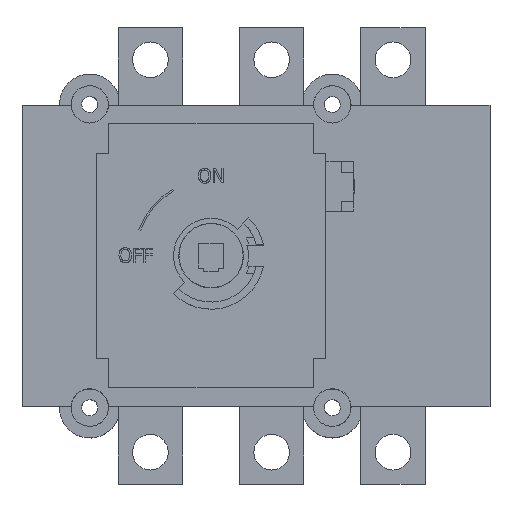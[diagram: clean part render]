
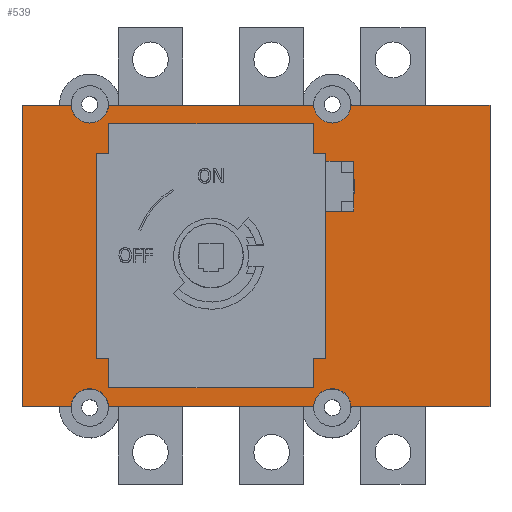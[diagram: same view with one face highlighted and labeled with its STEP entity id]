
A CAD part, top view. The second image highlights one B-rep face of the part: STEP entity #539.
In plain terms, the highlighted planar face has unit normal (0, 0, 1).
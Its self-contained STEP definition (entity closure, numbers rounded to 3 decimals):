
#83=CARTESIAN_POINT('',(-59.0,-42.2,26.75));
#84=VERTEX_POINT('',#83);
#91=CARTESIAN_POINT('',(-59.0,42.2,26.75));
#92=VERTEX_POINT('',#91);
#93=CARTESIAN_POINT('',(-59.,42.2,26.75));
#94=DIRECTION('',(0.0,-1.0,0.0));
#95=VECTOR('',#94,84.4);
#96=LINE('',#93,#95);
#97=EDGE_CURVE('',#92,#84,#96,.T.);
#284=CARTESIAN_POINT('',(-45.241,42.2,26.75));
#285=VERTEX_POINT('',#284);
#286=CARTESIAN_POINT('',(-59.0,42.2,26.75));
#287=DIRECTION('',(1.0,0.0,0.0));
#288=VECTOR('',#287,13.759);
#289=LINE('',#286,#288);
#290=EDGE_CURVE('',#92,#285,#289,.T.);
#318=CARTESIAN_POINT('',(0.717,0.,26.75));
#319=DIRECTION('',(0.0,0.0,1.0));
#320=DIRECTION('',(1.0,0.0,0.0));
#321=AXIS2_PLACEMENT_3D('',#318,#319,#320);
#322=PLANE('',#321);
#323=ORIENTED_EDGE('',*,*,#97,.T.);
#324=CARTESIAN_POINT('',(-45.241,-42.2,26.75));
#325=VERTEX_POINT('',#324);
#326=CARTESIAN_POINT('',(-45.241,-42.2,26.75));
#327=DIRECTION('',(-1.0,0.0,0.0));
#328=VECTOR('',#327,13.759);
#329=LINE('',#326,#328);
#330=EDGE_CURVE('',#325,#84,#329,.T.);
#331=ORIENTED_EDGE('',*,*,#330,.F.);
#332=CARTESIAN_POINT('',(-34.759,-42.2,26.75));
#333=VERTEX_POINT('',#332);
#334=CARTESIAN_POINT('',(-40.0,-42.5,26.75));
#335=DIRECTION('',(0.0,0.0,-1.0));
#336=DIRECTION('',(-1.0,0.0,0.0));
#337=AXIS2_PLACEMENT_3D('',#334,#335,#336);
#338=CIRCLE('',#337,5.25);
#339=EDGE_CURVE('',#325,#333,#338,.T.);
#340=ORIENTED_EDGE('',*,*,#339,.T.);
#341=CARTESIAN_POINT('',(22.759,-42.2,26.75));
#342=VERTEX_POINT('',#341);
#343=CARTESIAN_POINT('',(22.759,-42.2,26.75));
#344=DIRECTION('',(-1.0,0.0,0.0));
#345=VECTOR('',#344,57.517);
#346=LINE('',#343,#345);
#347=EDGE_CURVE('',#342,#333,#346,.T.);
#348=ORIENTED_EDGE('',*,*,#347,.F.);
#349=CARTESIAN_POINT('',(33.241,-42.2,26.75));
#350=VERTEX_POINT('',#349);
#351=CARTESIAN_POINT('',(28.,-42.5,26.75));
#352=DIRECTION('',(0.0,0.0,-1.0));
#353=DIRECTION('',(-1.0,0.0,0.0));
#354=AXIS2_PLACEMENT_3D('',#351,#352,#353);
#355=CIRCLE('',#354,5.25);
#356=EDGE_CURVE('',#342,#350,#355,.T.);
#357=ORIENTED_EDGE('',*,*,#356,.T.);
#358=CARTESIAN_POINT('',(72.2,-42.2,26.75));
#359=VERTEX_POINT('',#358);
#360=CARTESIAN_POINT('',(72.2,-42.2,26.75));
#361=DIRECTION('',(-1.0,0.0,0.0));
#362=VECTOR('',#361,38.959);
#363=LINE('',#360,#362);
#364=EDGE_CURVE('',#359,#350,#363,.T.);
#365=ORIENTED_EDGE('',*,*,#364,.F.);
#366=CARTESIAN_POINT('',(72.2,42.2,26.75));
#367=VERTEX_POINT('',#366);
#368=CARTESIAN_POINT('',(72.2,42.2,26.75));
#369=DIRECTION('',(0.0,-1.0,0.0));
#370=VECTOR('',#369,84.4);
#371=LINE('',#368,#370);
#372=EDGE_CURVE('',#367,#359,#371,.T.);
#373=ORIENTED_EDGE('',*,*,#372,.F.);
#374=CARTESIAN_POINT('',(33.241,42.2,26.75));
#375=VERTEX_POINT('',#374);
#376=CARTESIAN_POINT('',(33.241,42.2,26.75));
#377=DIRECTION('',(1.0,0.0,0.0));
#378=VECTOR('',#377,38.959);
#379=LINE('',#376,#378);
#380=EDGE_CURVE('',#375,#367,#379,.T.);
#381=ORIENTED_EDGE('',*,*,#380,.F.);
#382=CARTESIAN_POINT('',(22.759,42.2,26.75));
#383=VERTEX_POINT('',#382);
#384=CARTESIAN_POINT('',(28.,42.5,26.75));
#385=DIRECTION('',(0.0,0.0,-1.0));
#386=DIRECTION('',(-1.0,0.0,0.0));
#387=AXIS2_PLACEMENT_3D('',#384,#385,#386);
#388=CIRCLE('',#387,5.25);
#389=EDGE_CURVE('',#375,#383,#388,.T.);
#390=ORIENTED_EDGE('',*,*,#389,.T.);
#391=CARTESIAN_POINT('',(-34.759,42.2,26.75));
#392=VERTEX_POINT('',#391);
#393=CARTESIAN_POINT('',(-34.759,42.2,26.75));
#394=DIRECTION('',(1.0,0.0,0.0));
#395=VECTOR('',#394,57.517);
#396=LINE('',#393,#395);
#397=EDGE_CURVE('',#392,#383,#396,.T.);
#398=ORIENTED_EDGE('',*,*,#397,.F.);
#399=CARTESIAN_POINT('',(-40.0,42.5,26.75));
#400=DIRECTION('',(0.0,0.0,-1.0));
#401=DIRECTION('',(-1.0,0.0,0.0));
#402=AXIS2_PLACEMENT_3D('',#399,#400,#401);
#403=CIRCLE('',#402,5.25);
#404=EDGE_CURVE('',#392,#285,#403,.T.);
#405=ORIENTED_EDGE('',*,*,#404,.T.);
#406=ORIENTED_EDGE('',*,*,#290,.F.);
#407=EDGE_LOOP('',(#323,#331,#340,#348,#357,#365,#373,#381,#390,#398,#405,#406));
#408=FACE_OUTER_BOUND('',#407,.T.);
#409=CARTESIAN_POINT('',(26.2,26.5,26.75));
#410=VERTEX_POINT('',#409);
#411=CARTESIAN_POINT('',(34.0,26.5,26.75));
#412=VERTEX_POINT('',#411);
#413=CARTESIAN_POINT('',(26.2,26.5,26.75));
#414=DIRECTION('',(1.0,0.0,0.0));
#415=VECTOR('',#414,7.8);
#416=LINE('',#413,#415);
#417=EDGE_CURVE('',#410,#412,#416,.T.);
#418=ORIENTED_EDGE('',*,*,#417,.T.);
#419=CARTESIAN_POINT('',(34.0,12.5,26.75));
#420=VERTEX_POINT('',#419);
#421=CARTESIAN_POINT('',(34.,26.5,26.75));
#422=DIRECTION('',(0.0,-1.0,0.0));
#423=VECTOR('',#422,14.);
#424=LINE('',#421,#423);
#425=EDGE_CURVE('',#412,#420,#424,.T.);
#426=ORIENTED_EDGE('',*,*,#425,.T.);
#427=CARTESIAN_POINT('',(26.2,12.5,26.75));
#428=VERTEX_POINT('',#427);
#429=CARTESIAN_POINT('',(34.0,12.5,26.75));
#430=DIRECTION('',(-1.0,0.0,0.0));
#431=VECTOR('',#430,7.8);
#432=LINE('',#429,#431);
#433=EDGE_CURVE('',#420,#428,#432,.T.);
#434=ORIENTED_EDGE('',*,*,#433,.T.);
#435=CARTESIAN_POINT('',(26.2,-28.8,26.75));
#436=VERTEX_POINT('',#435);
#437=CARTESIAN_POINT('',(26.2,12.5,26.75));
#438=DIRECTION('',(0.0,-1.0,0.0));
#439=VECTOR('',#438,41.3);
#440=LINE('',#437,#439);
#441=EDGE_CURVE('',#428,#436,#440,.T.);
#442=ORIENTED_EDGE('',*,*,#441,.T.);
#443=CARTESIAN_POINT('',(22.7,-28.8,26.75));
#444=VERTEX_POINT('',#443);
#445=CARTESIAN_POINT('',(26.2,-28.8,26.75));
#446=DIRECTION('',(-1.0,0.0,0.0));
#447=VECTOR('',#446,3.5);
#448=LINE('',#445,#447);
#449=EDGE_CURVE('',#436,#444,#448,.T.);
#450=ORIENTED_EDGE('',*,*,#449,.T.);
#451=CARTESIAN_POINT('',(22.7,-37.,26.75));
#452=VERTEX_POINT('',#451);
#453=CARTESIAN_POINT('',(22.7,-28.8,26.75));
#454=DIRECTION('',(0.0,-1.0,0.0));
#455=VECTOR('',#454,8.2);
#456=LINE('',#453,#455);
#457=EDGE_CURVE('',#444,#452,#456,.T.);
#458=ORIENTED_EDGE('',*,*,#457,.T.);
#459=CARTESIAN_POINT('',(-34.7,-37.,26.75));
#460=VERTEX_POINT('',#459);
#461=CARTESIAN_POINT('',(22.7,-37.,26.75));
#462=DIRECTION('',(-1.0,0.0,0.0));
#463=VECTOR('',#462,57.4);
#464=LINE('',#461,#463);
#465=EDGE_CURVE('',#452,#460,#464,.T.);
#466=ORIENTED_EDGE('',*,*,#465,.T.);
#467=CARTESIAN_POINT('',(-34.7,-28.8,26.75));
#468=VERTEX_POINT('',#467);
#469=CARTESIAN_POINT('',(-34.7,-37.,26.75));
#470=DIRECTION('',(0.0,1.0,0.0));
#471=VECTOR('',#470,8.2);
#472=LINE('',#469,#471);
#473=EDGE_CURVE('',#460,#468,#472,.T.);
#474=ORIENTED_EDGE('',*,*,#473,.T.);
#475=CARTESIAN_POINT('',(-38.2,-28.8,26.75));
#476=VERTEX_POINT('',#475);
#477=CARTESIAN_POINT('',(-34.7,-28.8,26.75));
#478=DIRECTION('',(-1.0,0.0,0.0));
#479=VECTOR('',#478,3.5);
#480=LINE('',#477,#479);
#481=EDGE_CURVE('',#468,#476,#480,.T.);
#482=ORIENTED_EDGE('',*,*,#481,.T.);
#483=CARTESIAN_POINT('',(-38.2,28.8,26.75));
#484=VERTEX_POINT('',#483);
#485=CARTESIAN_POINT('',(-38.2,-28.8,26.75));
#486=DIRECTION('',(0.0,1.0,0.0));
#487=VECTOR('',#486,57.6);
#488=LINE('',#485,#487);
#489=EDGE_CURVE('',#476,#484,#488,.T.);
#490=ORIENTED_EDGE('',*,*,#489,.T.);
#491=CARTESIAN_POINT('',(-34.7,28.8,26.75));
#492=VERTEX_POINT('',#491);
#493=CARTESIAN_POINT('',(-38.2,28.8,26.75));
#494=DIRECTION('',(1.0,0.0,0.0));
#495=VECTOR('',#494,3.5);
#496=LINE('',#493,#495);
#497=EDGE_CURVE('',#484,#492,#496,.T.);
#498=ORIENTED_EDGE('',*,*,#497,.T.);
#499=CARTESIAN_POINT('',(-34.7,37.,26.75));
#500=VERTEX_POINT('',#499);
#501=CARTESIAN_POINT('',(-34.7,28.8,26.75));
#502=DIRECTION('',(0.0,1.0,0.0));
#503=VECTOR('',#502,8.2);
#504=LINE('',#501,#503);
#505=EDGE_CURVE('',#492,#500,#504,.T.);
#506=ORIENTED_EDGE('',*,*,#505,.T.);
#507=CARTESIAN_POINT('',(22.7,37.,26.75));
#508=VERTEX_POINT('',#507);
#509=CARTESIAN_POINT('',(-34.7,37.,26.75));
#510=DIRECTION('',(1.0,0.0,0.0));
#511=VECTOR('',#510,57.4);
#512=LINE('',#509,#511);
#513=EDGE_CURVE('',#500,#508,#512,.T.);
#514=ORIENTED_EDGE('',*,*,#513,.T.);
#515=CARTESIAN_POINT('',(22.7,28.8,26.75));
#516=VERTEX_POINT('',#515);
#517=CARTESIAN_POINT('',(22.7,37.,26.75));
#518=DIRECTION('',(0.0,-1.0,0.0));
#519=VECTOR('',#518,8.2);
#520=LINE('',#517,#519);
#521=EDGE_CURVE('',#508,#516,#520,.T.);
#522=ORIENTED_EDGE('',*,*,#521,.T.);
#523=CARTESIAN_POINT('',(26.2,28.8,26.75));
#524=VERTEX_POINT('',#523);
#525=CARTESIAN_POINT('',(22.7,28.8,26.75));
#526=DIRECTION('',(1.0,0.0,0.0));
#527=VECTOR('',#526,3.5);
#528=LINE('',#525,#527);
#529=EDGE_CURVE('',#516,#524,#528,.T.);
#530=ORIENTED_EDGE('',*,*,#529,.T.);
#531=CARTESIAN_POINT('',(26.2,28.8,26.75));
#532=DIRECTION('',(0.0,-1.0,0.0));
#533=VECTOR('',#532,2.3);
#534=LINE('',#531,#533);
#535=EDGE_CURVE('',#524,#410,#534,.T.);
#536=ORIENTED_EDGE('',*,*,#535,.T.);
#537=EDGE_LOOP('',(#418,#426,#434,#442,#450,#458,#466,#474,#482,#490,#498,#506,#514,#522,#530,#536));
#538=FACE_BOUND('',#537,.T.);
#539=ADVANCED_FACE('',(#408,#538),#322,.T.);
